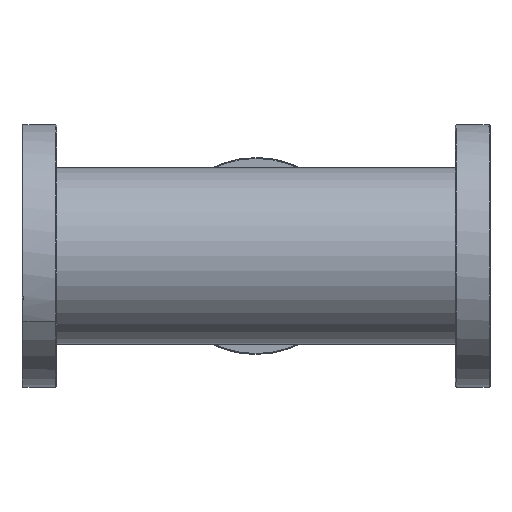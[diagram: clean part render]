
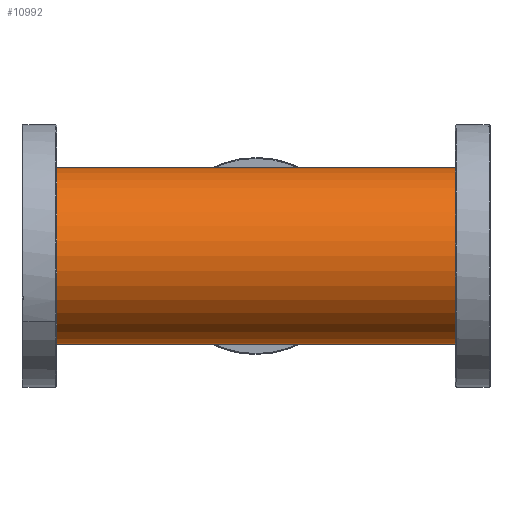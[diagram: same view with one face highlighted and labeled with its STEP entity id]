
A CAD part, front view. The second image highlights one B-rep face of the part: STEP entity #10992.
In plain terms, the highlighted cylindrical face has radius 50.8 mm (diameter 101.6 mm), a partial arc.
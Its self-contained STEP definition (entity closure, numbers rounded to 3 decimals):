
#343 = DIRECTION ( 'NONE',  ( 0., 0., -1. ) ) ;
#429 = CARTESIAN_POINT ( 'NONE',  ( 123.9, 0., 50.8 ) ) ;
#430 = ORIENTED_EDGE ( 'NONE', *, *, #5613, .F. ) ;
#851 = VERTEX_POINT ( 'NONE', #3625 ) ;
#931 = AXIS2_PLACEMENT_3D ( 'NONE', #12337, #5447, #8365 ) ;
#1006 = CARTESIAN_POINT ( 'NONE',  ( 123.9, 0., -50.8 ) ) ;
#1414 = VERTEX_POINT ( 'NONE', #10796 ) ;
#1608 = ORIENTED_EDGE ( 'NONE', *, *, #11902, .T. ) ;
#1637 = DIRECTION ( 'NONE',  ( 1., 0., 0. ) ) ;
#2408 = CIRCLE ( 'NONE', #5324, 50.8 ) ;
#2596 = ORIENTED_EDGE ( 'NONE', *, *, #9567, .T. ) ;
#2600 = EDGE_CURVE ( 'NONE', #3171, #851, #2408, .T. ) ;
#2628 = ORIENTED_EDGE ( 'NONE', *, *, #2600, .F. ) ;
#3171 = VERTEX_POINT ( 'NONE', #8731 ) ;
#3585 = AXIS2_PLACEMENT_3D ( 'NONE', #12109, #6201, #343 ) ;
#3625 = CARTESIAN_POINT ( 'NONE',  ( 123.9, 0., -50.8 ) ) ;
#3782 = CIRCLE ( 'NONE', #3585, 50.8 ) ;
#3860 = DIRECTION ( 'NONE',  ( -1., 0., 0. ) ) ;
#4055 = FACE_OUTER_BOUND ( 'NONE', #9854, .T. ) ;
#4636 = VERTEX_POINT ( 'NONE', #5086 ) ;
#5086 = CARTESIAN_POINT ( 'NONE',  ( -123.9, 0., 50.8 ) ) ;
#5099 = LINE ( 'NONE', #429, #7692 ) ;
#5324 = AXIS2_PLACEMENT_3D ( 'NONE', #7488, #1637, #8483 ) ;
#5447 = DIRECTION ( 'NONE',  ( -1., 0., 0. ) ) ;
#5613 = EDGE_CURVE ( 'NONE', #851, #1414, #10369, .T. ) ;
#6201 = DIRECTION ( 'NONE',  ( 1., 0., 0. ) ) ;
#6273 = DIRECTION ( 'NONE',  ( -1., 0., 0. ) ) ;
#7488 = CARTESIAN_POINT ( 'NONE',  ( 123.9, 0., 0. ) ) ;
#7692 = VECTOR ( 'NONE', #6273, 1000. ) ;
#8062 = VECTOR ( 'NONE', #3860, 1000. ) ;
#8365 = DIRECTION ( 'NONE',  ( 0., 0., 1. ) ) ;
#8483 = DIRECTION ( 'NONE',  ( 0., 0., -1. ) ) ;
#8731 = CARTESIAN_POINT ( 'NONE',  ( 123.9, 0., 50.8 ) ) ;
#8960 = CYLINDRICAL_SURFACE ( 'NONE', #931, 50.8 ) ;
#9567 = EDGE_CURVE ( 'NONE', #4636, #1414, #3782, .T. ) ;
#9854 = EDGE_LOOP ( 'NONE', ( #430, #2628, #1608, #2596 ) ) ;
#10369 = LINE ( 'NONE', #1006, #8062 ) ;
#10796 = CARTESIAN_POINT ( 'NONE',  ( -123.9, 0., -50.8 ) ) ;
#10992 = ADVANCED_FACE ( 'NONE', ( #4055 ), #8960, .T. ) ;
#11902 = EDGE_CURVE ( 'NONE', #3171, #4636, #5099, .T. ) ;
#12109 = CARTESIAN_POINT ( 'NONE',  ( -123.9, 0., 0. ) ) ;
#12337 = CARTESIAN_POINT ( 'NONE',  ( 123.9, 0., 0. ) ) ;
